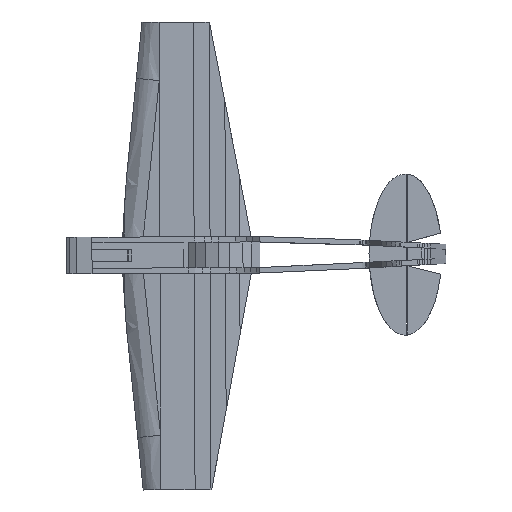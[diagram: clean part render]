
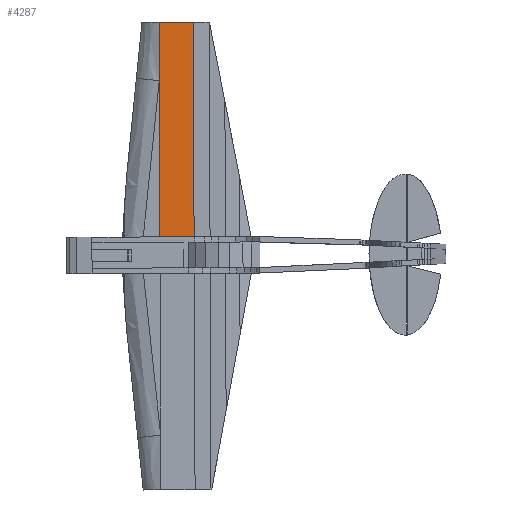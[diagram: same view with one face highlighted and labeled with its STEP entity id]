
A CAD part, top view. The second image highlights one B-rep face of the part: STEP entity #4287.
In plain terms, the highlighted planar face has unit normal (0, 0, 1).
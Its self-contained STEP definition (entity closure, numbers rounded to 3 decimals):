
#141=FACE_OUTER_BOUND('',#364,.T.);
#364=EDGE_LOOP('',(#3276,#3277,#3278,#3279,#3280));
#762=LINE('',#6298,#1361);
#832=LINE('',#6705,#1431);
#852=LINE('',#6743,#1451);
#854=LINE('',#6746,#1453);
#855=LINE('',#6748,#1454);
#1361=VECTOR('',#5036,10.);
#1431=VECTOR('',#5130,10.);
#1451=VECTOR('',#5164,10.);
#1453=VECTOR('',#5168,10.);
#1454=VECTOR('',#5171,10.);
#1917=VERTEX_POINT('',#6286);
#1920=VERTEX_POINT('',#6296);
#1987=VERTEX_POINT('',#6702);
#1988=VERTEX_POINT('',#6704);
#1999=VERTEX_POINT('',#6742);
#2379=EDGE_CURVE('',#1920,#1917,#762,.T.);
#2461=EDGE_CURVE('',#1987,#1988,#832,.T.);
#2481=EDGE_CURVE('',#1999,#1917,#852,.T.);
#2483=EDGE_CURVE('',#1988,#1920,#854,.T.);
#2484=EDGE_CURVE('',#1987,#1999,#855,.T.);
#3276=ORIENTED_EDGE('',*,*,#2481,.T.);
#3277=ORIENTED_EDGE('',*,*,#2379,.F.);
#3278=ORIENTED_EDGE('',*,*,#2483,.F.);
#3279=ORIENTED_EDGE('',*,*,#2461,.F.);
#3280=ORIENTED_EDGE('',*,*,#2484,.T.);
#4068=PLANE('',#4525);
#4287=ADVANCED_FACE('',(#141),#4068,.T.);
#4525=AXIS2_PLACEMENT_3D('',#6750,#5174,#5175);
#5036=DIRECTION('',(-0.004,1.,0.));
#5130=DIRECTION('',(-1.,-0.004,0.));
#5164=DIRECTION('',(-1.,-0.004,0.));
#5168=DIRECTION('',(-0.004,1.,0.));
#5171=DIRECTION('',(-0.004,1.,0.));
#5174=DIRECTION('center_axis',(0.,0.,
1.));
#5175=DIRECTION('ref_axis',(1.,0.004,0.));
#6286=CARTESIAN_POINT('',(-161.723,446.299,60.038));
#6296=CARTESIAN_POINT('',(-161.327,343.592,60.029));
#6298=CARTESIAN_POINT('',(-158.555,-374.695,59.968));
#6702=CARTESIAN_POINT('',(-100.269,69.534,60.006));
#6704=CARTESIAN_POINT('',(-160.269,69.302,60.006));
#6705=CARTESIAN_POINT('',(-75.971,69.627,60.006));
#6742=CARTESIAN_POINT('',(-101.724,446.531,60.038));
#6743=CARTESIAN_POINT('',(-138.948,446.387,60.038));
#6746=CARTESIAN_POINT('',(-158.555,-374.695,59.968));
#6748=CARTESIAN_POINT('',(-98.556,-374.463,59.968));
#6750=CARTESIAN_POINT('Origin',(-158.555,-374.695,59.968));
